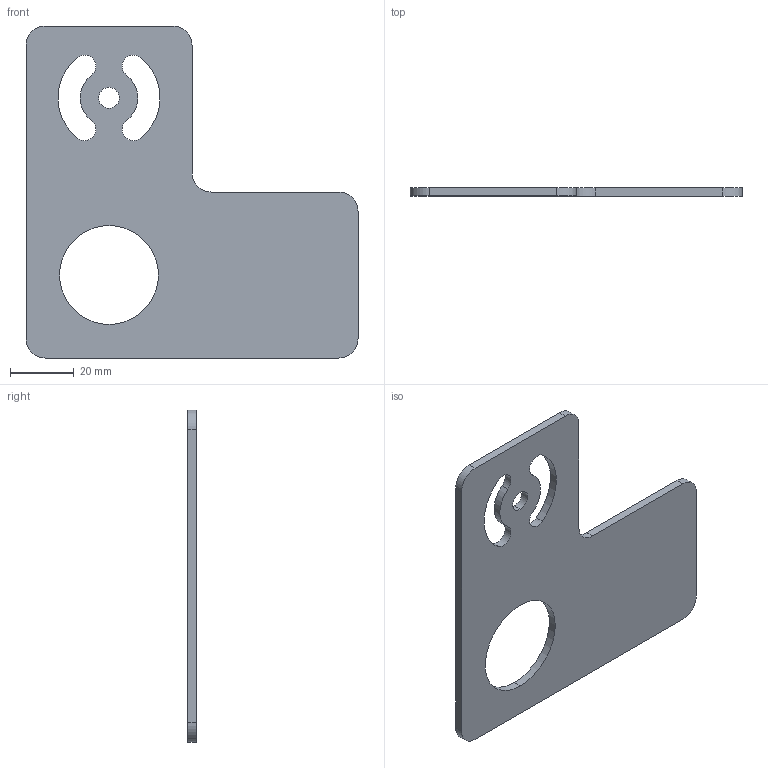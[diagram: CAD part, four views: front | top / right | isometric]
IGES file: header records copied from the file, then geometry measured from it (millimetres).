
Start section:  PTC IGES file: 141787.igs
Global section: file name: 141787.igs; native system: Pro/ENGINEER by Parametric Technology Corporation; preprocessor: 2006170; author: banengservice; organization: Unknown; date: 20080811.092157; units: inch
Bounding box: 104 x 2.6 x 104 mm (x, y, z)
Volume: 17923.1 mm3; surface area: 15514.1 mm2
Topology: 1 solids, 1 shells, 454 faces, 1299 edges, 866 vertices
Faces by surface type: bspline 436, revolution 18
